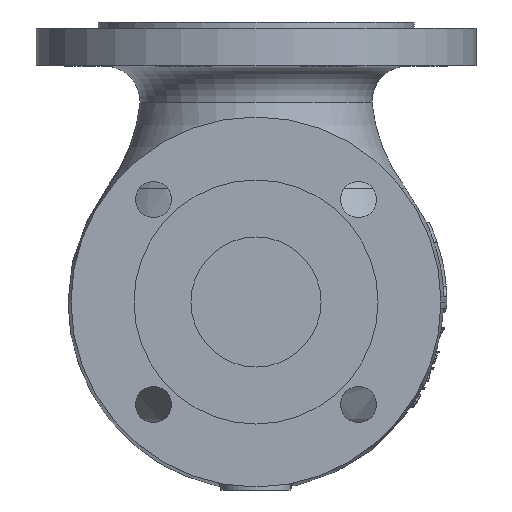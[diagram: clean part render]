
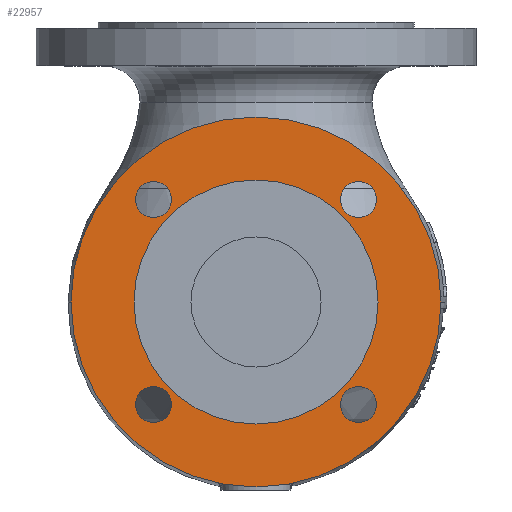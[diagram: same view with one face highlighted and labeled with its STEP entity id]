
A CAD part, front view. The second image highlights one B-rep face of the part: STEP entity #22957.
In plain terms, the highlighted planar face has unit normal (0, -1, 0).
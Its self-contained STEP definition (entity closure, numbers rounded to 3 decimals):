
#350 = CARTESIAN_POINT ( 'NONE',  ( 51.265, -167., 51.265 ) ) ;
#548 = CARTESIAN_POINT ( 'NONE',  ( -51.265, -167., -51.265 ) ) ;
#824 = VERTEX_POINT ( 'NONE', #7501 ) ;
#910 = ORIENTED_EDGE ( 'NONE', *, *, #18288, .F. ) ;
#964 = AXIS2_PLACEMENT_3D ( 'NONE', #35321, #14650, #11434 ) ;
#974 = AXIS2_PLACEMENT_3D ( 'NONE', #23139, #26705, #23591 ) ;
#1615 = VERTEX_POINT ( 'NONE', #33449 ) ;
#1649 = DIRECTION ( 'NONE',  ( 0., -1., 0. ) ) ;
#1702 = EDGE_LOOP ( 'NONE', ( #44946, #8565 ) ) ;
#2033 = DIRECTION ( 'NONE',  ( 0., -1., 0. ) ) ;
#2160 = VERTEX_POINT ( 'NONE', #14846 ) ;
#2165 = ORIENTED_EDGE ( 'NONE', *, *, #11258, .F. ) ;
#2591 = CARTESIAN_POINT ( 'NONE',  ( 51.265, -167., -51.265 ) ) ;
#2846 = EDGE_CURVE ( 'NONE', #2160, #824, #31583, .T. ) ;
#3195 = DIRECTION ( 'NONE',  ( 1., 0., 0. ) ) ;
#3346 = CARTESIAN_POINT ( 'NONE',  ( 51.265, -167., 51.265 ) ) ;
#3579 = EDGE_CURVE ( 'NONE', #7653, #13714, #14029, .T. ) ;
#4273 = DIRECTION ( 'NONE',  ( 1., 0., 0. ) ) ;
#5189 = CIRCLE ( 'NONE', #19395, 61. ) ;
#5276 = AXIS2_PLACEMENT_3D ( 'NONE', #2591, #12712, #40693 ) ;
#5422 = DIRECTION ( 'NONE',  ( 0., -1., 0. ) ) ;
#5963 = FACE_OUTER_BOUND ( 'NONE', #39060, .T. ) ;
#6130 = AXIS2_PLACEMENT_3D ( 'NONE', #42814, #29049, #8052 ) ;
#6472 = CARTESIAN_POINT ( 'NONE',  ( -92.5, -167., 0. ) ) ;
#7481 = DIRECTION ( 'NONE',  ( 1., 0., 0. ) ) ;
#7501 = CARTESIAN_POINT ( 'NONE',  ( -60.265, -167., 51.265 ) ) ;
#7653 = VERTEX_POINT ( 'NONE', #18860 ) ;
#7779 = EDGE_CURVE ( 'NONE', #34869, #19958, #5189, .T. ) ;
#8052 = DIRECTION ( 'NONE',  ( 0., 0., 1. ) ) ;
#8142 = EDGE_LOOP ( 'NONE', ( #35269, #2165 ) ) ;
#8565 = ORIENTED_EDGE ( 'NONE', *, *, #20632, .F. ) ;
#9703 = CARTESIAN_POINT ( 'NONE',  ( -61., -167., 0. ) ) ;
#10517 = VERTEX_POINT ( 'NONE', #41998 ) ;
#10694 = DIRECTION ( 'NONE',  ( 0., -1., 0. ) ) ;
#10990 = VERTEX_POINT ( 'NONE', #29047 ) ;
#11258 = EDGE_CURVE ( 'NONE', #39504, #10990, #36368, .T. ) ;
#11434 = DIRECTION ( 'NONE',  ( -1., 0., 0. ) ) ;
#12009 = EDGE_CURVE ( 'NONE', #10990, #39504, #31932, .T. ) ;
#12712 = DIRECTION ( 'NONE',  ( 0., -1., 0. ) ) ;
#12790 = CIRCLE ( 'NONE', #43169, 92.5 ) ;
#13333 = AXIS2_PLACEMENT_3D ( 'NONE', #31633, #10694, #28641 ) ;
#13480 = AXIS2_PLACEMENT_3D ( 'NONE', #19431, #2033, #26537 ) ;
#13597 = DIRECTION ( 'NONE',  ( 0., -1., 0. ) ) ;
#13714 = VERTEX_POINT ( 'NONE', #21168 ) ;
#14029 = CIRCLE ( 'NONE', #5276, 9. ) ;
#14650 = DIRECTION ( 'NONE',  ( 0., 1., 0. ) ) ;
#14696 = CARTESIAN_POINT ( 'NONE',  ( 0., -167., 0. ) ) ;
#14846 = CARTESIAN_POINT ( 'NONE',  ( -42.265, -167., 51.265 ) ) ;
#15556 = CIRCLE ( 'NONE', #16414, 92.5 ) ;
#15896 = EDGE_CURVE ( 'NONE', #19958, #34869, #23003, .T. ) ;
#16414 = AXIS2_PLACEMENT_3D ( 'NONE', #14696, #28495, #7481 ) ;
#16423 = DIRECTION ( 'NONE',  ( 1., 0., 0. ) ) ;
#17661 = DIRECTION ( 'NONE',  ( 0., -1., 0. ) ) ;
#18004 = VERTEX_POINT ( 'NONE', #6472 ) ;
#18197 = AXIS2_PLACEMENT_3D ( 'NONE', #3346, #13597, #3195 ) ;
#18288 = EDGE_CURVE ( 'NONE', #13714, #7653, #31675, .T. ) ;
#18860 = CARTESIAN_POINT ( 'NONE',  ( 60.265, -167., -51.265 ) ) ;
#19395 = AXIS2_PLACEMENT_3D ( 'NONE', #44143, #5422, #16423 ) ;
#19431 = CARTESIAN_POINT ( 'NONE',  ( 51.265, -167., -51.265 ) ) ;
#19633 = ORIENTED_EDGE ( 'NONE', *, *, #31608, .F. ) ;
#19650 = CARTESIAN_POINT ( 'NONE',  ( 0., -167., 0. ) ) ;
#19958 = VERTEX_POINT ( 'NONE', #36607 ) ;
#20286 = EDGE_CURVE ( 'NONE', #10517, #25603, #39260, .T. ) ;
#20632 = EDGE_CURVE ( 'NONE', #25603, #10517, #36549, .T. ) ;
#20980 = ORIENTED_EDGE ( 'NONE', *, *, #2846, .F. ) ;
#21168 = CARTESIAN_POINT ( 'NONE',  ( 42.265, -167., -51.265 ) ) ;
#21285 = ORIENTED_EDGE ( 'NONE', *, *, #31605, .T. ) ;
#21335 = FACE_BOUND ( 'NONE', #1702, .T. ) ;
#21425 = ORIENTED_EDGE ( 'NONE', *, *, #3579, .F. ) ;
#22547 = AXIS2_PLACEMENT_3D ( 'NONE', #350, #39182, #4273 ) ;
#22957 = ADVANCED_FACE ( 'NONE', ( #43333, #34031, #41080, #21335, #25707, #5963 ), #39126, .F. ) ;
#23003 = CIRCLE ( 'NONE', #40061, 61. ) ;
#23139 = CARTESIAN_POINT ( 'NONE',  ( -51.265, -167., 51.265 ) ) ;
#23591 = DIRECTION ( 'NONE',  ( 0., 0., 1. ) ) ;
#25603 = VERTEX_POINT ( 'NONE', #41857 ) ;
#25707 = FACE_BOUND ( 'NONE', #39663, .T. ) ;
#26537 = DIRECTION ( 'NONE',  ( 0., 0., -1. ) ) ;
#26705 = DIRECTION ( 'NONE',  ( 0., -1., 0. ) ) ;
#26851 = DIRECTION ( 'NONE',  ( 1., 0., 0. ) ) ;
#28264 = DIRECTION ( 'NONE',  ( -1., 0., 0. ) ) ;
#28398 = EDGE_CURVE ( 'NONE', #1615, #18004, #15556, .T. ) ;
#28495 = DIRECTION ( 'NONE',  ( 0., -1., 0. ) ) ;
#28641 = DIRECTION ( 'NONE',  ( -1., 0., 0. ) ) ;
#28730 = ORIENTED_EDGE ( 'NONE', *, *, #15896, .F. ) ;
#28896 = AXIS2_PLACEMENT_3D ( 'NONE', #548, #17661, #28264 ) ;
#29047 = CARTESIAN_POINT ( 'NONE',  ( -42.265, -167., -51.265 ) ) ;
#29049 = DIRECTION ( 'NONE',  ( 0., -1., 0. ) ) ;
#29809 = DIRECTION ( 'NONE',  ( 1., 0., 0. ) ) ;
#30055 = CARTESIAN_POINT ( 'NONE',  ( 0., -167., 0. ) ) ;
#31583 = CIRCLE ( 'NONE', #6130, 9. ) ;
#31605 = EDGE_CURVE ( 'NONE', #18004, #1615, #12790, .T. ) ;
#31608 = EDGE_CURVE ( 'NONE', #824, #2160, #44507, .T. ) ;
#31633 = CARTESIAN_POINT ( 'NONE',  ( -51.265, -167., -51.265 ) ) ;
#31675 = CIRCLE ( 'NONE', #13480, 9. ) ;
#31932 = CIRCLE ( 'NONE', #28896, 9. ) ;
#32029 = EDGE_LOOP ( 'NONE', ( #20980, #19633 ) ) ;
#33449 = CARTESIAN_POINT ( 'NONE',  ( 92.5, -167., 0. ) ) ;
#34031 = FACE_BOUND ( 'NONE', #8142, .T. ) ;
#34572 = ORIENTED_EDGE ( 'NONE', *, *, #7779, .F. ) ;
#34869 = VERTEX_POINT ( 'NONE', #9703 ) ;
#35269 = ORIENTED_EDGE ( 'NONE', *, *, #12009, .F. ) ;
#35321 = CARTESIAN_POINT ( 'NONE',  ( -61., -167., 0. ) ) ;
#35396 = CARTESIAN_POINT ( 'NONE',  ( -60.265, -167., -51.265 ) ) ;
#36368 = CIRCLE ( 'NONE', #13333, 9. ) ;
#36549 = CIRCLE ( 'NONE', #18197, 9. ) ;
#36607 = CARTESIAN_POINT ( 'NONE',  ( 61., -167., 0. ) ) ;
#37397 = DIRECTION ( 'NONE',  ( 0., -1., 0. ) ) ;
#39060 = EDGE_LOOP ( 'NONE', ( #44864, #21285 ) ) ;
#39126 = PLANE ( 'NONE',  #964 ) ;
#39182 = DIRECTION ( 'NONE',  ( 0., -1., 0. ) ) ;
#39260 = CIRCLE ( 'NONE', #22547, 9. ) ;
#39504 = VERTEX_POINT ( 'NONE', #35396 ) ;
#39663 = EDGE_LOOP ( 'NONE', ( #28730, #34572 ) ) ;
#40061 = AXIS2_PLACEMENT_3D ( 'NONE', #19650, #1649, #29809 ) ;
#40693 = DIRECTION ( 'NONE',  ( 0., 0., -1. ) ) ;
#41080 = FACE_BOUND ( 'NONE', #44891, .T. ) ;
#41857 = CARTESIAN_POINT ( 'NONE',  ( 42.265, -167., 51.265 ) ) ;
#41998 = CARTESIAN_POINT ( 'NONE',  ( 60.265, -167., 51.265 ) ) ;
#42814 = CARTESIAN_POINT ( 'NONE',  ( -51.265, -167., 51.265 ) ) ;
#43169 = AXIS2_PLACEMENT_3D ( 'NONE', #30055, #37397, #26851 ) ;
#43333 = FACE_BOUND ( 'NONE', #32029, .T. ) ;
#44143 = CARTESIAN_POINT ( 'NONE',  ( 0., -167., 0. ) ) ;
#44507 = CIRCLE ( 'NONE', #974, 9. ) ;
#44864 = ORIENTED_EDGE ( 'NONE', *, *, #28398, .T. ) ;
#44891 = EDGE_LOOP ( 'NONE', ( #21425, #910 ) ) ;
#44946 = ORIENTED_EDGE ( 'NONE', *, *, #20286, .F. ) ;
